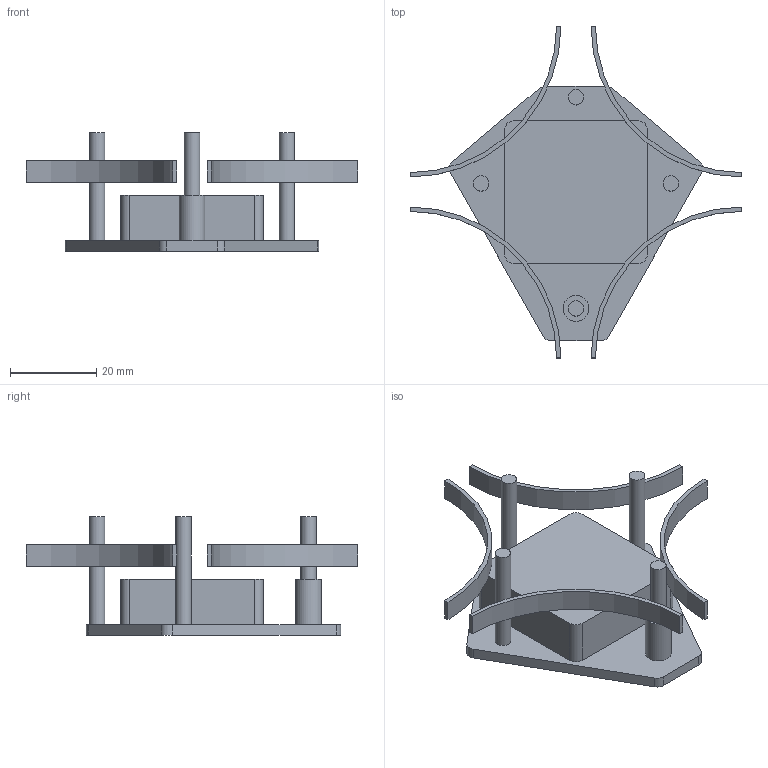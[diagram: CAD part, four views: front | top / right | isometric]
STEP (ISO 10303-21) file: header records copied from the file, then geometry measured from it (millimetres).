
FILE_DESCRIPTION(('STEP AP242'), '1');
FILE_NAME('frame', '2022-02-02T04:57:47', ('ancher'), (''), 'C3D Converter', 'C3D Toolkit', '');
FILE_SCHEMA(('AP242_MANAGED_MODEL_BASED_3D_ENGINEERING_MIM_LF { 1 0 10303 442 1 1 4 }'));
Length unit declared in the file: millimetre
Assembly tree (1 placements, depth 2):
  (unnamed)
    (unnamed)
Bounding box: 77 x 77 x 27.5 mm (x, y, z)
Volume: 19189 mm3; surface area: 12574 mm2
Topology: 11 solids, 11 shells, 64 faces, 172 edges, 168 vertices
Faces by surface type: plane 40, cylinder 24
Full cylindrical faces by diameter (mm): 3.6 x5, 6 x1
Entity records: 2753 total; most frequent: DIRECTION 356, CARTESIAN_POINT 336, ORIENTED_EDGE 240, AXIS2_PLACEMENT_3D 142, COLOUR_RGB 123, PRESENTATION_STYLE_ASSIGNMENT 123, STYLED_ITEM 123, EDGE_CURVE 120
